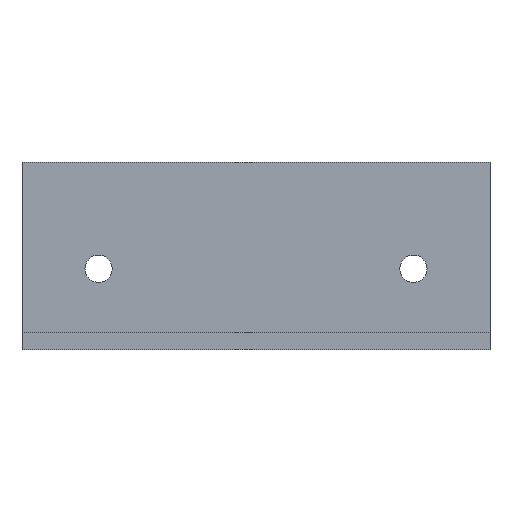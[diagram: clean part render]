
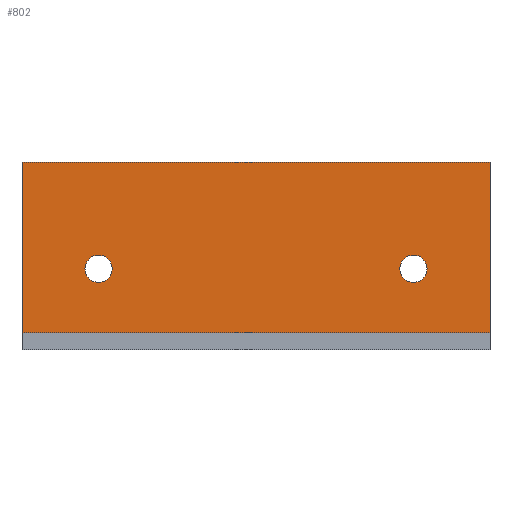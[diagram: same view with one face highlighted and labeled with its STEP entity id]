
A CAD part, front view. The second image highlights one B-rep face of the part: STEP entity #802.
In plain terms, the highlighted planar face has unit normal (0, -1, 0).
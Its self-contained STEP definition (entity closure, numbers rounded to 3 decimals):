
#194 = VERTEX_POINT('',#195);
#195 = CARTESIAN_POINT('',(-11.604,-0.206,0.));
#209 = PLANE('',#210);
#210 = AXIS2_PLACEMENT_3D('',#211,#212,#213);
#211 = CARTESIAN_POINT('',(-11.604,-0.206,0.));
#212 = DIRECTION('',(-1.,0.,0.));
#213 = DIRECTION('',(0.,1.,0.));
#235 = PLANE('',#236);
#236 = AXIS2_PLACEMENT_3D('',#237,#238,#239);
#237 = CARTESIAN_POINT('',(15.896,-5.956,0.));
#238 = DIRECTION('',(-0.,-0.,-1.));
#239 = DIRECTION('',(-1.,0.,0.));
#298 = VERTEX_POINT('',#299);
#299 = CARTESIAN_POINT('',(43.396,-0.206,0.));
#334 = PLANE('',#335);
#335 = AXIS2_PLACEMENT_3D('',#336,#337,#338);
#336 = CARTESIAN_POINT('',(43.396,1.794,0.));
#337 = DIRECTION('',(1.,0.,0.));
#338 = DIRECTION('',(0.,-1.,0.));
#388 = PLANE('',#389);
#389 = AXIS2_PLACEMENT_3D('',#390,#391,#392);
#390 = CARTESIAN_POINT('',(15.896,0.794,20.));
#391 = DIRECTION('',(-0.,-0.,-1.));
#392 = DIRECTION('',(-1.,0.,0.));
#445 = CYLINDRICAL_SURFACE('',#446,1.6);
#446 = AXIS2_PLACEMENT_3D('',#447,#448,#449);
#447 = CARTESIAN_POINT('',(34.396,-0.206,7.5));
#448 = DIRECTION('',(0.,-1.,0.));
#449 = DIRECTION('',(1.,0.,0.));
#480 = CYLINDRICAL_SURFACE('',#481,1.6);
#481 = AXIS2_PLACEMENT_3D('',#482,#483,#484);
#482 = CARTESIAN_POINT('',(-2.604,-0.206,7.5));
#483 = DIRECTION('',(0.,-1.,0.));
#484 = DIRECTION('',(1.,0.,0.));
#550 = EDGE_CURVE('',#298,#194,#551,.T.);
#551 = SURFACE_CURVE('',#552,(#556,#563),.PCURVE_S1.);
#552 = LINE('',#553,#554);
#553 = CARTESIAN_POINT('',(43.396,-0.206,0.));
#554 = VECTOR('',#555,1.);
#555 = DIRECTION('',(-1.,0.,0.));
#556 = PCURVE('',#235,#557);
#557 = DEFINITIONAL_REPRESENTATION('',(#558),#562);
#558 = LINE('',#559,#560);
#559 = CARTESIAN_POINT('',(-27.5,5.75));
#560 = VECTOR('',#561,1.);
#561 = DIRECTION('',(1.,0.));
#562 = ( GEOMETRIC_REPRESENTATION_CONTEXT(2) 
PARAMETRIC_REPRESENTATION_CONTEXT() REPRESENTATION_CONTEXT('2D SPACE',''
  ) );
#563 = PCURVE('',#564,#569);
#564 = PLANE('',#565);
#565 = AXIS2_PLACEMENT_3D('',#566,#567,#568);
#566 = CARTESIAN_POINT('',(43.396,-0.206,0.));
#567 = DIRECTION('',(0.,-1.,0.));
#568 = DIRECTION('',(-1.,0.,0.));
#569 = DEFINITIONAL_REPRESENTATION('',(#570),#574);
#570 = LINE('',#571,#572);
#571 = CARTESIAN_POINT('',(0.,-0.));
#572 = VECTOR('',#573,1.);
#573 = DIRECTION('',(1.,0.));
#574 = ( GEOMETRIC_REPRESENTATION_CONTEXT(2) 
PARAMETRIC_REPRESENTATION_CONTEXT() REPRESENTATION_CONTEXT('2D SPACE',''
  ) );
#581 = EDGE_CURVE('',#194,#582,#584,.T.);
#582 = VERTEX_POINT('',#583);
#583 = CARTESIAN_POINT('',(-11.604,-0.206,20.));
#584 = SURFACE_CURVE('',#585,(#589,#596),.PCURVE_S1.);
#585 = LINE('',#586,#587);
#586 = CARTESIAN_POINT('',(-11.604,-0.206,0.));
#587 = VECTOR('',#588,1.);
#588 = DIRECTION('',(0.,0.,1.));
#589 = PCURVE('',#209,#590);
#590 = DEFINITIONAL_REPRESENTATION('',(#591),#595);
#591 = LINE('',#592,#593);
#592 = CARTESIAN_POINT('',(0.,0.));
#593 = VECTOR('',#594,1.);
#594 = DIRECTION('',(0.,-1.));
#595 = ( GEOMETRIC_REPRESENTATION_CONTEXT(2) 
PARAMETRIC_REPRESENTATION_CONTEXT() REPRESENTATION_CONTEXT('2D SPACE',''
  ) );
#596 = PCURVE('',#564,#597);
#597 = DEFINITIONAL_REPRESENTATION('',(#598),#602);
#598 = LINE('',#599,#600);
#599 = CARTESIAN_POINT('',(55.,0.));
#600 = VECTOR('',#601,1.);
#601 = DIRECTION('',(0.,-1.));
#602 = ( GEOMETRIC_REPRESENTATION_CONTEXT(2) 
PARAMETRIC_REPRESENTATION_CONTEXT() REPRESENTATION_CONTEXT('2D SPACE',''
  ) );
#632 = VERTEX_POINT('',#633);
#633 = CARTESIAN_POINT('',(43.396,-0.206,20.));
#654 = EDGE_CURVE('',#298,#632,#655,.T.);
#655 = SURFACE_CURVE('',#656,(#660,#667),.PCURVE_S1.);
#656 = LINE('',#657,#658);
#657 = CARTESIAN_POINT('',(43.396,-0.206,0.));
#658 = VECTOR('',#659,1.);
#659 = DIRECTION('',(0.,0.,1.));
#660 = PCURVE('',#334,#661);
#661 = DEFINITIONAL_REPRESENTATION('',(#662),#666);
#662 = LINE('',#663,#664);
#663 = CARTESIAN_POINT('',(2.,0.));
#664 = VECTOR('',#665,1.);
#665 = DIRECTION('',(0.,-1.));
#666 = ( GEOMETRIC_REPRESENTATION_CONTEXT(2) 
PARAMETRIC_REPRESENTATION_CONTEXT() REPRESENTATION_CONTEXT('2D SPACE',''
  ) );
#667 = PCURVE('',#564,#668);
#668 = DEFINITIONAL_REPRESENTATION('',(#669),#673);
#669 = LINE('',#670,#671);
#670 = CARTESIAN_POINT('',(0.,-0.));
#671 = VECTOR('',#672,1.);
#672 = DIRECTION('',(0.,-1.));
#673 = ( GEOMETRIC_REPRESENTATION_CONTEXT(2) 
PARAMETRIC_REPRESENTATION_CONTEXT() REPRESENTATION_CONTEXT('2D SPACE',''
  ) );
#681 = EDGE_CURVE('',#632,#582,#682,.T.);
#682 = SURFACE_CURVE('',#683,(#687,#694),.PCURVE_S1.);
#683 = LINE('',#684,#685);
#684 = CARTESIAN_POINT('',(43.396,-0.206,20.));
#685 = VECTOR('',#686,1.);
#686 = DIRECTION('',(-1.,0.,0.));
#687 = PCURVE('',#388,#688);
#688 = DEFINITIONAL_REPRESENTATION('',(#689),#693);
#689 = LINE('',#690,#691);
#690 = CARTESIAN_POINT('',(-27.5,-1.));
#691 = VECTOR('',#692,1.);
#692 = DIRECTION('',(1.,0.));
#693 = ( GEOMETRIC_REPRESENTATION_CONTEXT(2) 
PARAMETRIC_REPRESENTATION_CONTEXT() REPRESENTATION_CONTEXT('2D SPACE',''
  ) );
#694 = PCURVE('',#564,#695);
#695 = DEFINITIONAL_REPRESENTATION('',(#696),#700);
#696 = LINE('',#697,#698);
#697 = CARTESIAN_POINT('',(0.,-20.));
#698 = VECTOR('',#699,1.);
#699 = DIRECTION('',(1.,0.));
#700 = ( GEOMETRIC_REPRESENTATION_CONTEXT(2) 
PARAMETRIC_REPRESENTATION_CONTEXT() REPRESENTATION_CONTEXT('2D SPACE',''
  ) );
#706 = EDGE_CURVE('',#707,#707,#709,.T.);
#707 = VERTEX_POINT('',#708);
#708 = CARTESIAN_POINT('',(35.996,-0.206,7.5));
#709 = SURFACE_CURVE('',#710,(#715,#722),.PCURVE_S1.);
#710 = CIRCLE('',#711,1.6);
#711 = AXIS2_PLACEMENT_3D('',#712,#713,#714);
#712 = CARTESIAN_POINT('',(34.396,-0.206,7.5));
#713 = DIRECTION('',(0.,-1.,0.));
#714 = DIRECTION('',(1.,0.,0.));
#715 = PCURVE('',#445,#716);
#716 = DEFINITIONAL_REPRESENTATION('',(#717),#721);
#717 = LINE('',#718,#719);
#718 = CARTESIAN_POINT('',(0.,0.));
#719 = VECTOR('',#720,1.);
#720 = DIRECTION('',(1.,0.));
#721 = ( GEOMETRIC_REPRESENTATION_CONTEXT(2) 
PARAMETRIC_REPRESENTATION_CONTEXT() REPRESENTATION_CONTEXT('2D SPACE',''
  ) );
#722 = PCURVE('',#564,#723);
#723 = DEFINITIONAL_REPRESENTATION('',(#724),#728);
#724 = CIRCLE('',#725,1.6);
#725 = AXIS2_PLACEMENT_2D('',#726,#727);
#726 = CARTESIAN_POINT('',(9.,-7.5));
#727 = DIRECTION('',(-1.,-0.));
#728 = ( GEOMETRIC_REPRESENTATION_CONTEXT(2) 
PARAMETRIC_REPRESENTATION_CONTEXT() REPRESENTATION_CONTEXT('2D SPACE',''
  ) );
#756 = EDGE_CURVE('',#757,#757,#759,.T.);
#757 = VERTEX_POINT('',#758);
#758 = CARTESIAN_POINT('',(-1.004,-0.206,7.5));
#759 = SURFACE_CURVE('',#760,(#765,#772),.PCURVE_S1.);
#760 = CIRCLE('',#761,1.6);
#761 = AXIS2_PLACEMENT_3D('',#762,#763,#764);
#762 = CARTESIAN_POINT('',(-2.604,-0.206,7.5));
#763 = DIRECTION('',(0.,-1.,0.));
#764 = DIRECTION('',(1.,0.,0.));
#765 = PCURVE('',#480,#766);
#766 = DEFINITIONAL_REPRESENTATION('',(#767),#771);
#767 = LINE('',#768,#769);
#768 = CARTESIAN_POINT('',(0.,0.));
#769 = VECTOR('',#770,1.);
#770 = DIRECTION('',(1.,0.));
#771 = ( GEOMETRIC_REPRESENTATION_CONTEXT(2) 
PARAMETRIC_REPRESENTATION_CONTEXT() REPRESENTATION_CONTEXT('2D SPACE',''
  ) );
#772 = PCURVE('',#564,#773);
#773 = DEFINITIONAL_REPRESENTATION('',(#774),#778);
#774 = CIRCLE('',#775,1.6);
#775 = AXIS2_PLACEMENT_2D('',#776,#777);
#776 = CARTESIAN_POINT('',(46.,-7.5));
#777 = DIRECTION('',(-1.,-0.));
#778 = ( GEOMETRIC_REPRESENTATION_CONTEXT(2) 
PARAMETRIC_REPRESENTATION_CONTEXT() REPRESENTATION_CONTEXT('2D SPACE',''
  ) );
#802 = ADVANCED_FACE('',(#803,#809,#812),#564,.T.);
#803 = FACE_BOUND('',#804,.T.);
#804 = EDGE_LOOP('',(#805,#806,#807,#808));
#805 = ORIENTED_EDGE('',*,*,#654,.T.);
#806 = ORIENTED_EDGE('',*,*,#681,.T.);
#807 = ORIENTED_EDGE('',*,*,#581,.F.);
#808 = ORIENTED_EDGE('',*,*,#550,.F.);
#809 = FACE_BOUND('',#810,.T.);
#810 = EDGE_LOOP('',(#811));
#811 = ORIENTED_EDGE('',*,*,#706,.F.);
#812 = FACE_BOUND('',#813,.T.);
#813 = EDGE_LOOP('',(#814));
#814 = ORIENTED_EDGE('',*,*,#756,.F.);
